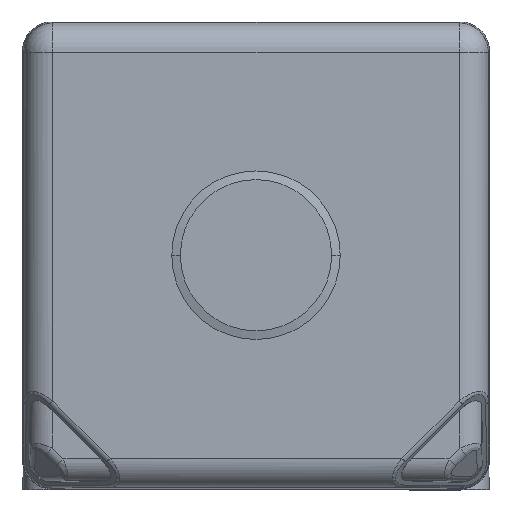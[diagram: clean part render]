
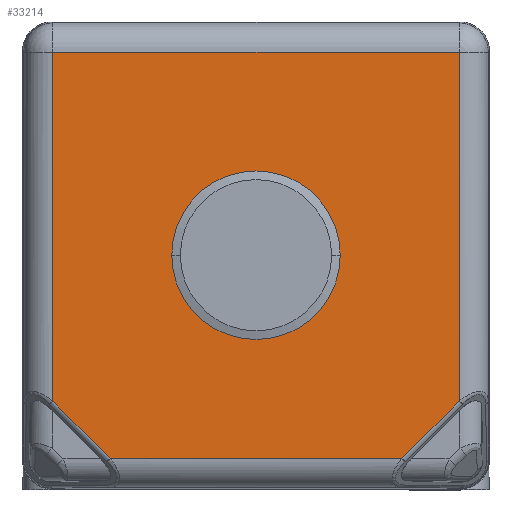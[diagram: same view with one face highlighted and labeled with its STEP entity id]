
A CAD part, top view. The second image highlights one B-rep face of the part: STEP entity #33214.
In plain terms, the highlighted planar face has unit normal (0, 0, 1).
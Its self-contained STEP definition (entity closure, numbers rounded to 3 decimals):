
#9403=DIRECTION('',(-1.,0.,0.));
#9404=VECTOR('',#9403,34.946);
#9405=CARTESIAN_POINT('',(17.473,17.473,12.21));
#9406=LINE('',#9405,#9404);
#9446=DIRECTION('',(0.,1.,0.));
#9447=VECTOR('',#9446,30.006);
#9448=CARTESIAN_POINT('',(17.473,-12.533,12.21));
#9449=LINE('',#9448,#9447);
#9636=CARTESIAN_POINT('',(12.533,-17.473,12.21));
#9662=CARTESIAN_POINT('',(-12.533,-17.473,
12.21));
#9664=DIRECTION('',(1.,0.,0.));
#9665=VECTOR('',#9664,25.066);
#9666=CARTESIAN_POINT('',(-12.533,-17.473,
12.21));
#9667=LINE('',#9666,#9665);
#9849=DIRECTION('',(0.,-1.,0.));
#9850=VECTOR('',#9849,30.006);
#9851=CARTESIAN_POINT('',(-17.473,17.473,12.21));
#9852=LINE('',#9851,#9850);
#9853=DIRECTION('',(-0.707,-0.707,0.));
#9854=VECTOR('',#9853,6.986);
#9855=CARTESIAN_POINT('',(17.473,-12.533,12.21));
#9856=LINE('',#9855,#9854);
#9857=DIRECTION('',(-0.707,0.707,0.));
#9858=VECTOR('',#9857,6.986);
#9859=CARTESIAN_POINT('',(-12.533,-17.473,
12.21));
#9860=LINE('',#9859,#9858);
#9861=CARTESIAN_POINT('',(0.,0.,12.21));
#9862=DIRECTION('',(0.,0.,1.));
#9863=DIRECTION('',(-1.,0.,0.));
#9864=AXIS2_PLACEMENT_3D('',#9861,#9862,#9863);
#9866=CARTESIAN_POINT('',(0.,0.,12.21));
#9867=DIRECTION('',(0.,0.,1.));
#9868=DIRECTION('',(1.,0.,0.));
#9869=AXIS2_PLACEMENT_3D('',#9866,#9867,#9868);
#15266=VERTEX_POINT('',#9662);
#15270=VERTEX_POINT('',#9636);
#15275=CARTESIAN_POINT('',(17.473,-12.533,
12.21));
#15276=VERTEX_POINT('',#15275);
#15279=CARTESIAN_POINT('',(-17.473,-12.533,
12.21));
#15280=VERTEX_POINT('',#15279);
#15281=CARTESIAN_POINT('',(-17.473,17.473,12.21));
#15282=VERTEX_POINT('',#15281);
#15283=CARTESIAN_POINT('',(17.473,17.473,12.21));
#15284=VERTEX_POINT('',#15283);
#15285=CARTESIAN_POINT('',(-7.246,0.,12.21));
#15286=CARTESIAN_POINT('',(7.246,0.,12.21));
#15287=VERTEX_POINT('',#15285);
#15288=VERTEX_POINT('',#15286);
#33193=CARTESIAN_POINT('',(0.,0.,12.21));
#33194=DIRECTION('',(0.,0.,1.));
#33195=DIRECTION('',(0.,-1.,0.));
#33196=AXIS2_PLACEMENT_3D('',#33193,#33194,#33195);
#33197=PLANE('',#33196);
#33199=ORIENTED_EDGE('',*,*,#33198,.T.);
#33200=ORIENTED_EDGE('',*,*,#32885,.F.);
#33202=ORIENTED_EDGE('',*,*,#33201,.T.);
#33203=ORIENTED_EDGE('',*,*,#33181,.F.);
#33204=ORIENTED_EDGE('',*,*,#32480,.F.);
#33205=ORIENTED_EDGE('',*,*,#32560,.F.);
#33206=EDGE_LOOP('',(#33199,#33200,#33202,#33203,#33204,#33205));
#33207=FACE_OUTER_BOUND('',#33206,.F.);
#33209=ORIENTED_EDGE('',*,*,#33208,.T.);
#33211=ORIENTED_EDGE('',*,*,#33210,.T.);
#33212=EDGE_LOOP('',(#33209,#33211));
#33213=FACE_BOUND('',#33212,.F.);
#33214=ADVANCED_FACE('',(#33207,#33213),#33197,.T.);
#9865=CIRCLE('',#9864,7.246);
#9870=CIRCLE('',#9869,7.246);
#32480=EDGE_CURVE('',#15284,#15282,#9406,.T.);
#32560=EDGE_CURVE('',#15276,#15284,#9449,.T.);
#32885=EDGE_CURVE('',#15266,#15270,#9667,.T.);
#33181=EDGE_CURVE('',#15282,#15280,#9852,.T.);
#33198=EDGE_CURVE('',#15276,#15270,#9856,.T.);
#33201=EDGE_CURVE('',#15266,#15280,#9860,.T.);
#33208=EDGE_CURVE('',#15287,#15288,#9865,.T.);
#33210=EDGE_CURVE('',#15288,#15287,#9870,.T.);
